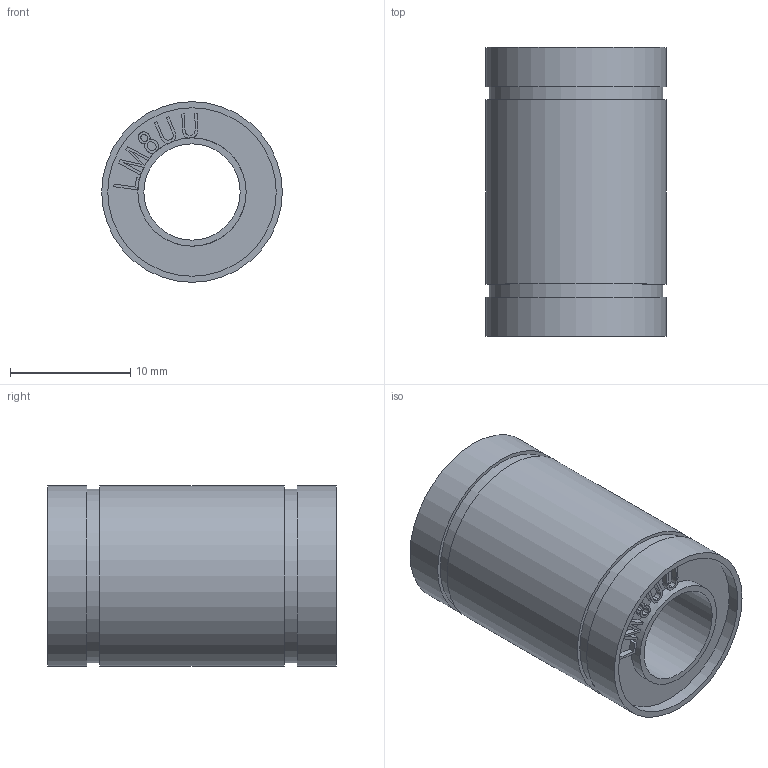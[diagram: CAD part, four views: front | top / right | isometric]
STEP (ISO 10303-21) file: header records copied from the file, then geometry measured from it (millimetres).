
FILE_DESCRIPTION(/* description */ (''),/* implementation_level */ '2;1');
FILE_NAME(/* name */ 'LM8UU v1.step',/* time_stamp */ '2021-12-19T08:50:40+05:00',/* author */ (''),/* organization */ (''),/* preprocessor_version */ 'ST-DEVELOPER v18.1',/* originating_system */ 'Autodesk Translation Framework v10.10.0.1391',/* authorisation */ '');
FILE_SCHEMA (('AUTOMOTIVE_DESIGN { 1 0 10303 214 3 1 1 }'));
Length unit declared in the file: millimetre
Products named in the file (2): LM8UU; Component1
Assembly tree (1 placements, depth 2):
  LM8UU
    Component1
Bounding box: 15 x 24 x 15 mm (x, y, z)
Volume: 2829.3 mm3; surface area: 2234.8 mm2
Topology: 1 solids, 1 shells, 225 faces, 625 edges, 414 vertices
Faces by surface type: bspline 116, plane 99, cylinder 10
Full cylindrical faces by diameter (mm): 8 x1, 9 x2, 14 x2, 14.4 x2, 15 x3
Entity records: 8375 total; most frequent: CARTESIAN_POINT 3303, ORIENTED_EDGE 1258, DIRECTION 645, EDGE_CURVE 629, VERTEX_POINT 414, LINE 345, VECTOR 345, B_SPLINE_CURVE_WITH_KNOTS 246
